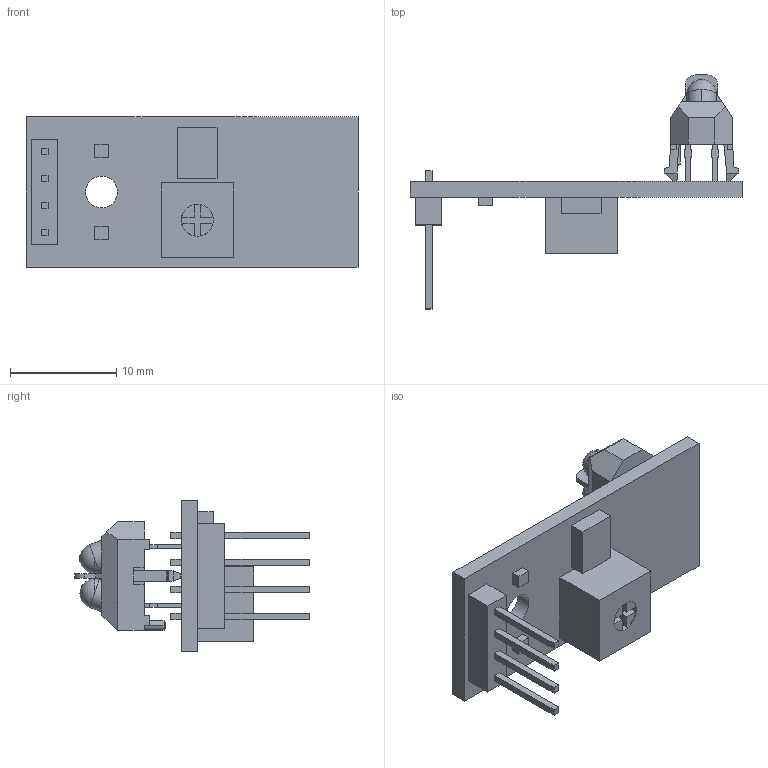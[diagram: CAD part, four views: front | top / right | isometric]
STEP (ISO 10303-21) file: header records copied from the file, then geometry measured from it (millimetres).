
FILE_DESCRIPTION (( 'STEP AP214' ), '1' );
FILE_NAME ('LineSensor.STEP', '2022-10-01T05:16:53', ( '' ), ( '' ), 'SwSTEP 2.0', 'SolidWorks 2019', '' );
FILE_SCHEMA (( 'AUTOMOTIVE_DESIGN' ));
Length unit declared in the file: millimetre
Products named in the file (11): LEDs.step; Metal Contacts-0.step; TCRT5000 v1 _1_.step; LEDs-1.step; TCRT5000 v1.step; Metal Contacts.step; Metal Contacts-2.step; LineSensor; Part 1.step; LineSensorAssy.step; Metal Contacts-3.step
Assembly tree (10 placements, depth 4):
  LineSensor
    LineSensorAssy.step
      TCRT5000 v1 _1_.step
        Metal Contacts.step
        Metal Contacts-0.step
        TCRT5000 v1.step
        LEDs.step
        LEDs-1.step
        Metal Contacts-2.step
        Metal Contacts-3.step
      Part 1.step
Bounding box: 31.2 x 22 x 14.1 mm (x, y, z)
Volume: 1249.2 mm3; surface area: 1716.2 mm2
Topology: 8 solids, 8 shells, 232 faces, 595 edges, 391 vertices
Faces by surface type: plane 212, cylinder 14, sphere 4, cone 2
Entity records: 7949 total; most frequent: CARTESIAN_POINT 1239, ORIENTED_EDGE 1182, DIRECTION 1127, EDGE_CURVE 591, VECTOR 541, LINE 541, VERTEX_POINT 389, AXIS2_PLACEMENT_3D 293
